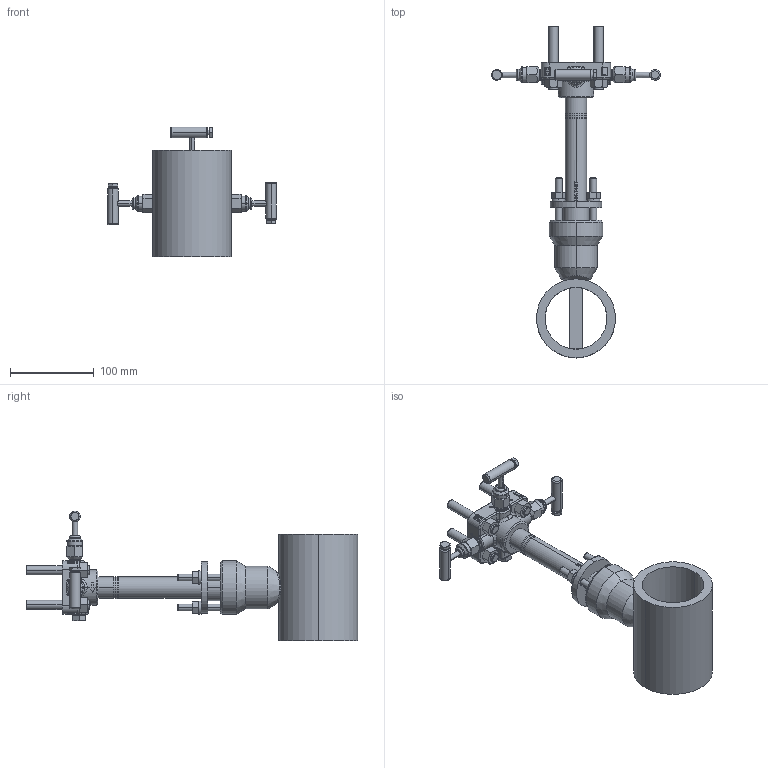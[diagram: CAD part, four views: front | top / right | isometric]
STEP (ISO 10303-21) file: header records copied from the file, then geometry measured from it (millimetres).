
FILE_DESCRIPTION((''),'2;1');
FILE_NAME('GC-485L030BCHPS1T1003_SW0001','2014-11-05T',('johnarm'),('Rosemount Measurement Division'),'PRO/ENGINEER BY PARAMETRIC TECHNOLOGY CORPORATION, 2013430','PRO/ENGINEER BY PARAMETRIC TECHNOLOGY CORPORATION, 2013430','');
FILE_SCHEMA(('CONFIG_CONTROL_DESIGN'));
Length unit declared in the file: inch
Products named in the file (1): GC-485L030BCHPS1T1003_SW0001
Bounding box: 201.32 x 395.78 x 154.64 mm (x, y, z)
Surface area: 193725.6 mm2 (no closed solid volume)
Topology: 0 solids, 52 shells, 725 faces, 2077 edges, 1408 vertices
Faces by surface type: cylinder 224, plane 219, cone 198, torus 58, sphere 14, bspline 12
Entity records: 26187 total; most frequent: CARTESIAN_POINT 7815, DIRECTION 3883, ORIENTED_EDGE 3533, EDGE_CURVE 2065, AXIS2_PLACEMENT_3D 1603, VERTEX_POINT 1408, CIRCLE 890, EDGE_LOOP 810
